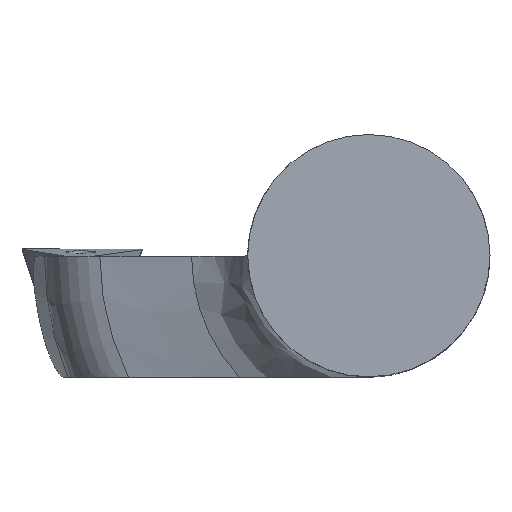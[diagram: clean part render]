
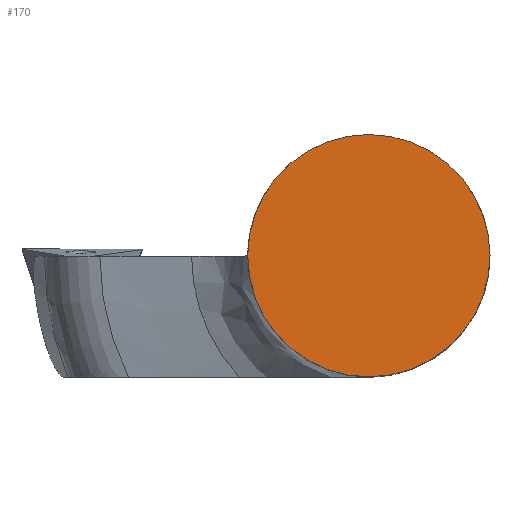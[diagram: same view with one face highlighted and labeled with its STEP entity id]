
A CAD part, top view. The second image highlights one B-rep face of the part: STEP entity #170.
In plain terms, the highlighted planar face has unit normal (0, 0, 1).
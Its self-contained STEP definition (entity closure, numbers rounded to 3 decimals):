
#170=ADVANCED_FACE('240[2]',(#500),#501,.T.);
#357=EDGE_CURVE('240[2]',#772,#772,#773,.T.);
#500=FACE_OUTER_BOUND('',#934,.T.);
#501=PLANE('',#935);
#772=VERTEX_POINT('',#1490);
#773=CIRCLE('',#1491,8.0);
#934=EDGE_LOOP('',(#1752));
#935=AXIS2_PLACEMENT_3D('',#1753,#1754,#1755);
#1490=CARTESIAN_POINT('',(-8.0,0.,0.0));
#1491=AXIS2_PLACEMENT_3D('',#2036,#2037,#2038);
#1752=ORIENTED_EDGE('',*,*,#357,.F.);
#1753=CARTESIAN_POINT('',(0.,0.,0.0));
#1754=DIRECTION('',(0.,0.,1.0));
#1755=DIRECTION('',(-1.0,0.,0.0));
#2036=CARTESIAN_POINT('',(0.,0.,0.0));
#2037=DIRECTION('',(0.,0.,-1.0));
#2038=DIRECTION('',(-1.0,0.,0.));
